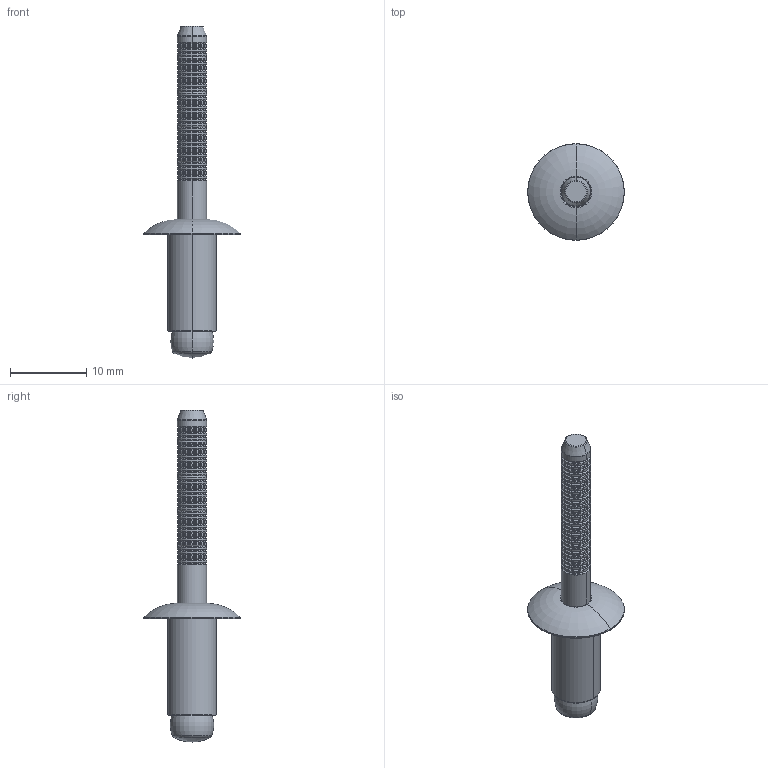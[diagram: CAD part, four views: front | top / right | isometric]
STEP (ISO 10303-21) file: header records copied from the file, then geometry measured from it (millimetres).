
FILE_DESCRIPTION (( 'STEP AP203' ), '1' );
FILE_NAME ('97525A550_18-8 Stainless Steel Blind Rivets.STEP', '2023-01-05T14:36:49', ( 'Administrator' ), ( 'Managed by Terraform' ), 'SwSTEP 2.0', 'SolidWorks 2017', '' );
FILE_SCHEMA (( 'CONFIG_CONTROL_DESIGN' ));
Length unit declared in the file: inch
Products named in the file (1): 97525A550_18-8 Stainless Steel Blind Rivets
Bounding box: 12.7 x 12.7 x 43.62 mm (x, y, z)
Volume: 919.9 mm3; surface area: 981.8 mm2
Topology: 1 solids, 1 shells, 363 faces, 724 edges, 367 vertices
Faces by surface type: torus 278, cylinder 72, cone 6, plane 5, sphere 2
Entity records: 9447 total; most frequent: DIRECTION 2098, CARTESIAN_POINT 1455, ORIENTED_EDGE 1448, AXIS2_PLACEMENT_3D 1010, EDGE_CURVE 724, CIRCLE 646, EDGE_LOOP 367, VERTEX_POINT 367
